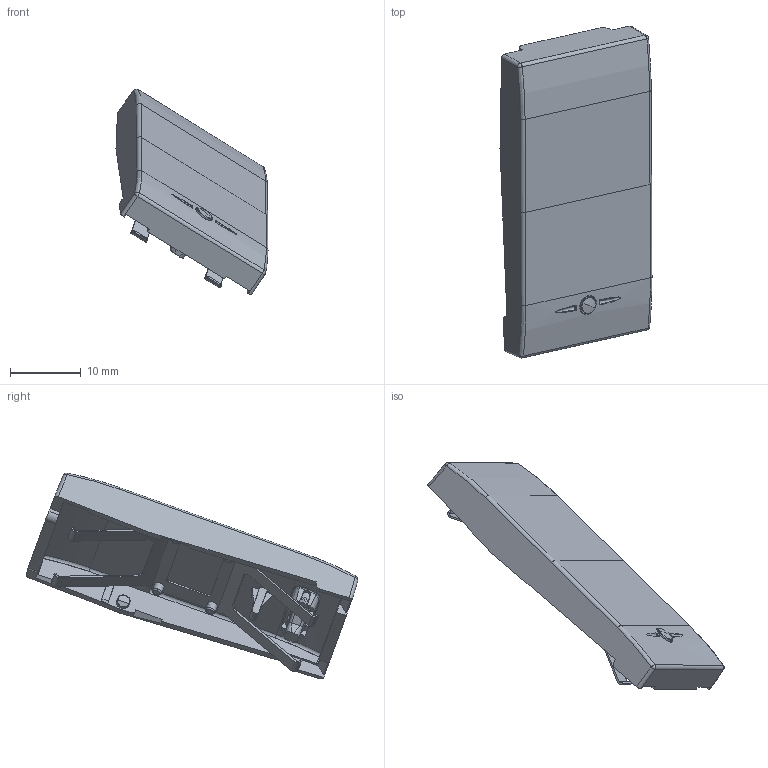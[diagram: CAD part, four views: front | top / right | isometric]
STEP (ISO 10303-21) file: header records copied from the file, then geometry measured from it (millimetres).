
FILE_DESCRIPTION(('CATIA V5 STEP Exchange'),'2;1');
FILE_NAME('441ELA01-C.stp','2024-03-08T09:38:01+00:00',('none'),('none'),'CATIA Version 5-6 Release 2016 SP6','CATIA V5 STEP AP203','none');
FILE_SCHEMA(('CONFIG_CONTROL_DESIGN'));
Length unit declared in the file: millimetre
Products named in the file (1): 44XELA01-C
Assembly tree (4 placements, depth 2):
  44XELA01-C
    #57
    #11768
    #13691
    #15764
Bounding box: 21.48 x 46.92 x 29.1 mm (x, y, z)
Volume: 2093 mm3; surface area: 3947.3 mm2
Topology: 5 solids, 5 shells, 421 faces, 1128 edges, 722 vertices
Faces by surface type: plane 200, cylinder 101, cone 44, torus 40, bspline 30, sphere 6
Entity records: 15789 total; most frequent: CARTESIAN_POINT 6437, ORIENTED_EDGE 2240, DIRECTION 1355, EDGE_CURVE 1118, VERTEX_POINT 714, VECTOR 535, LINE 535, AXIS2_PLACEMENT_3D 525
